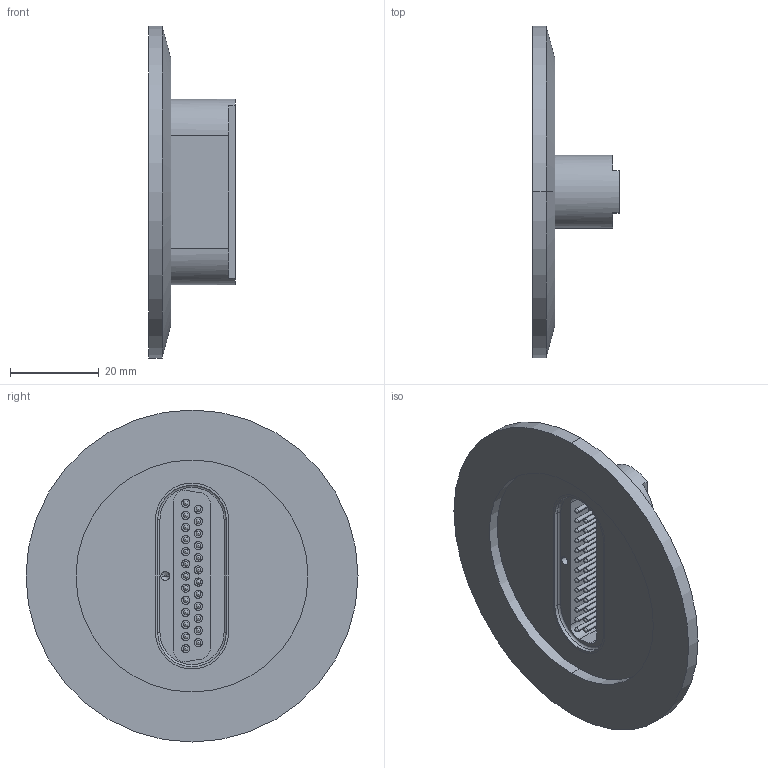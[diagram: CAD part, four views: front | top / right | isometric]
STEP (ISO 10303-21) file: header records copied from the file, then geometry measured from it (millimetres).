
FILE_DESCRIPTION (( 'STEP AP214' ), '1' );
FILE_NAME ('210-D25-K50.step', '2025-02-17T20:26:57', ( '' ), ( '' ), 'SwSTEP 2.0', 'SolidWorks 2022', '' );
FILE_SCHEMA (( 'AUTOMOTIVE_DESIGN' ));
Length unit declared in the file: millimetre
Products named in the file (6): 9210-D25-K50_DN50 KF; 9218-GLASS-1-1.85-4; 9210-PIN-FENI_Pin vergoldet; 218-D25SMALL-SS_218-D25-SMALL-SS; 210-D25-K50; 9218-D25SMALL-SS-V22_25 pin 1mm
Assembly tree (53 placements, depth 3):
  210-D25-K50
    9210-D25-K50_DN50 KF
    218-D25SMALL-SS_218-D25-SMALL-SS
      9218-D25SMALL-SS-V22_25 pin 1mm
      9210-PIN-FENI_Pin vergoldet  x25
      9218-GLASS-1-1.85-4  x25
Bounding box: 19.5 x 75 x 75 mm (x, y, z)
Volume: 19728.2 mm3; surface area: 15982.7 mm2
Topology: 52 solids, 52 shells, 672 faces, 1652 edges, 1081 vertices
Faces by surface type: cylinder 317, plane 222, cone 54, sphere 50, bspline 27, torus 2
Entity records: 15160 total; most frequent: CARTESIAN_POINT 4021, DIRECTION 2342, ORIENTED_EDGE 2136, EDGE_CURVE 1068, AXIS2_PLACEMENT_3D 866, VERTEX_POINT 693, LINE 610, VECTOR 610
